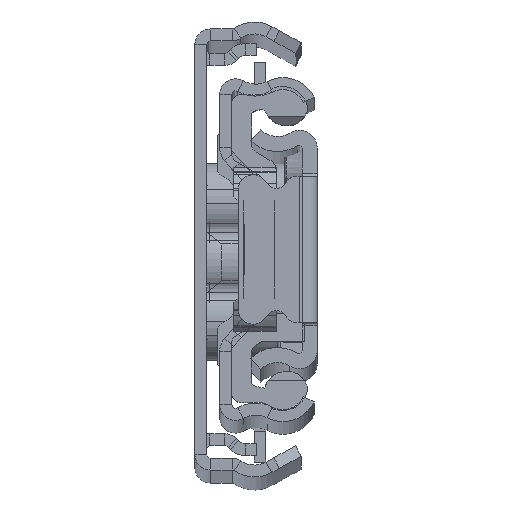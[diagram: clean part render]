
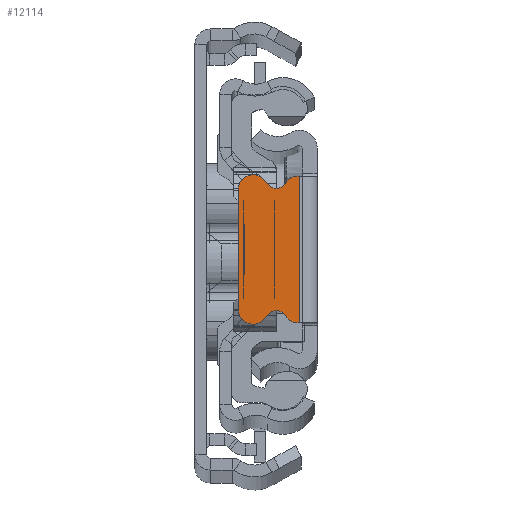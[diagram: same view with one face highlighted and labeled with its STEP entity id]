
A CAD part, top view. The second image highlights one B-rep face of the part: STEP entity #12114.
In plain terms, the highlighted planar face has unit normal (0, 0, 1).
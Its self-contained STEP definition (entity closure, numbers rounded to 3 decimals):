
#4 = VECTOR ( 'NONE', #9102, 1000. ) ;
#181 = CARTESIAN_POINT ( 'NONE',  ( -1.929, 7.37, 0. ) ) ;
#395 = ORIENTED_EDGE ( 'NONE', *, *, #11469, .F. ) ;
#670 = AXIS2_PLACEMENT_3D ( 'NONE', #18043, #5951, #16057 ) ;
#720 = CIRCLE ( 'NONE', #1988, 1.5 ) ;
#797 = ORIENTED_EDGE ( 'NONE', *, *, #6228, .T. ) ;
#1390 = DIRECTION ( 'NONE',  ( -1., 0., 0. ) ) ;
#1600 = EDGE_CURVE ( 'NONE', #7226, #22308, #14648, .T. ) ;
#1864 = CARTESIAN_POINT ( 'NONE',  ( -1.929, -7.37, 0. ) ) ;
#1988 = AXIS2_PLACEMENT_3D ( 'NONE', #6312, #2064, #10678 ) ;
#2023 = AXIS2_PLACEMENT_3D ( 'NONE', #24251, #6040, #14143 ) ;
#2064 = DIRECTION ( 'NONE',  ( 0., 0., 1. ) ) ;
#2467 = ORIENTED_EDGE ( 'NONE', *, *, #19187, .F. ) ;
#2559 = LINE ( 'NONE', #16640, #10899 ) ;
#4106 = CARTESIAN_POINT ( 'NONE',  ( -1.929, -5.87, 0. ) ) ;
#4174 = AXIS2_PLACEMENT_3D ( 'NONE', #22099, #13706, #21975 ) ;
#4320 = LINE ( 'NONE', #16816, #17641 ) ;
#4739 = CARTESIAN_POINT ( 'NONE',  ( -4.142, 7.236, 0. ) ) ;
#5213 = VERTEX_POINT ( 'NONE', #25792 ) ;
#5290 = CARTESIAN_POINT ( 'NONE',  ( -1.75, 7.37, 0. ) ) ;
#5773 = EDGE_CURVE ( 'NONE', #6349, #5213, #720, .T. ) ;
#5887 = PLANE ( 'NONE',  #4174 ) ;
#5951 = DIRECTION ( 'NONE',  ( 0., 0., 1. ) ) ;
#6040 = DIRECTION ( 'NONE',  ( 0., 0., 1. ) ) ;
#6203 = DIRECTION ( 'NONE',  ( 0., -1., 0. ) ) ;
#6228 = EDGE_CURVE ( 'NONE', #18859, #6349, #2559, .T. ) ;
#6312 = CARTESIAN_POINT ( 'NONE',  ( -6.429, -6., 0. ) ) ;
#6349 = VERTEX_POINT ( 'NONE', #14905 ) ;
#6524 = DIRECTION ( 'NONE',  ( 0., -1., 0. ) ) ;
#6709 = DIRECTION ( 'NONE',  ( -1., 0., 0. ) ) ;
#7226 = VERTEX_POINT ( 'NONE', #181 ) ;
#7464 = CIRCLE ( 'NONE', #23158, 1.1 ) ;
#9102 = DIRECTION ( 'NONE',  ( 1., 0., 0. ) ) ;
#9507 = ORIENTED_EDGE ( 'NONE', *, *, #1600, .T. ) ;
#9762 = CARTESIAN_POINT ( 'NONE',  ( -4.142, -7.236, 0. ) ) ;
#10071 = VERTEX_POINT ( 'NONE', #5290 ) ;
#10537 = EDGE_CURVE ( 'NONE', #7226, #10071, #19478, .T. ) ;
#10591 = VERTEX_POINT ( 'NONE', #13743 ) ;
#10678 = DIRECTION ( 'NONE',  ( 1., 0., 0. ) ) ;
#10899 = VECTOR ( 'NONE', #6524, 1000. ) ;
#11063 = ORIENTED_EDGE ( 'NONE', *, *, #10537, .F. ) ;
#11469 = EDGE_CURVE ( 'NONE', #10071, #15410, #12577, .T. ) ;
#12008 = EDGE_LOOP ( 'NONE', ( #395, #11063, #9507, #23389, #18289, #797, #17390, #21003, #22638, #2467 ) ) ;
#12114 = ADVANCED_FACE ( 'NONE', ( #13471 ), #5887, .T. ) ;
#12203 = DIRECTION ( 'NONE',  ( 1., 0., 0. ) ) ;
#12577 = LINE ( 'NONE', #14440, #18154 ) ;
#13471 = FACE_OUTER_BOUND ( 'NONE', #12008, .T. ) ;
#13706 = DIRECTION ( 'NONE',  ( 0., 0., 1. ) ) ;
#13743 = CARTESIAN_POINT ( 'NONE',  ( -5.109, 6.713, 0. ) ) ;
#14143 = DIRECTION ( 'NONE',  ( -1., 0., 0. ) ) ;
#14286 = CIRCLE ( 'NONE', #16418, 1.1 ) ;
#14440 = CARTESIAN_POINT ( 'NONE',  ( -1.75, 0., 0. ) ) ;
#14648 = CIRCLE ( 'NONE', #670, 1.5 ) ;
#14905 = CARTESIAN_POINT ( 'NONE',  ( -7.929, -6., 0. ) ) ;
#15088 = DIRECTION ( 'NONE',  ( 1., 0., 0. ) ) ;
#15402 = EDGE_CURVE ( 'NONE', #5213, #26164, #14286, .T. ) ;
#15410 = VERTEX_POINT ( 'NONE', #23725 ) ;
#16057 = DIRECTION ( 'NONE',  ( -1., 0., 0. ) ) ;
#16418 = AXIS2_PLACEMENT_3D ( 'NONE', #9762, #25963, #1390 ) ;
#16640 = CARTESIAN_POINT ( 'NONE',  ( -7.929, -6., 0. ) ) ;
#16816 = CARTESIAN_POINT ( 'NONE',  ( -1.929, -7.37, 0. ) ) ;
#17390 = ORIENTED_EDGE ( 'NONE', *, *, #5773, .T. ) ;
#17641 = VECTOR ( 'NONE', #6709, 1000. ) ;
#17919 = DIRECTION ( 'NONE',  ( 0., 0., 1. ) ) ;
#18043 = CARTESIAN_POINT ( 'NONE',  ( -1.929, 5.87, 0. ) ) ;
#18154 = VECTOR ( 'NONE', #6203, 1000. ) ;
#18289 = ORIENTED_EDGE ( 'NONE', *, *, #21210, .T. ) ;
#18472 = CIRCLE ( 'NONE', #24841, 1.5 ) ;
#18859 = VERTEX_POINT ( 'NONE', #19359 ) ;
#18962 = CARTESIAN_POINT ( 'NONE',  ( -1.929, 7.37, 0. ) ) ;
#19187 = EDGE_CURVE ( 'NONE', #15410, #23150, #4320, .T. ) ;
#19359 = CARTESIAN_POINT ( 'NONE',  ( -7.929, 6., 0. ) ) ;
#19478 = LINE ( 'NONE', #18962, #4 ) ;
#19790 = CARTESIAN_POINT ( 'NONE',  ( -3.206, 6.658, 0. ) ) ;
#21003 = ORIENTED_EDGE ( 'NONE', *, *, #15402, .T. ) ;
#21210 = EDGE_CURVE ( 'NONE', #10591, #18859, #21972, .T. ) ;
#21972 = CIRCLE ( 'NONE', #2023, 1.5 ) ;
#21975 = DIRECTION ( 'NONE',  ( 1., 0., 0. ) ) ;
#22099 = CARTESIAN_POINT ( 'NONE',  ( 744.071, 0., 0. ) ) ;
#22308 = VERTEX_POINT ( 'NONE', #19790 ) ;
#22638 = ORIENTED_EDGE ( 'NONE', *, *, #23684, .T. ) ;
#23052 = DIRECTION ( 'NONE',  ( 0., 0., -1. ) ) ;
#23150 = VERTEX_POINT ( 'NONE', #1864 ) ;
#23158 = AXIS2_PLACEMENT_3D ( 'NONE', #4739, #23052, #15088 ) ;
#23389 = ORIENTED_EDGE ( 'NONE', *, *, #24264, .T. ) ;
#23684 = EDGE_CURVE ( 'NONE', #26164, #23150, #18472, .T. ) ;
#23725 = CARTESIAN_POINT ( 'NONE',  ( -1.75, -7.37, 0. ) ) ;
#24251 = CARTESIAN_POINT ( 'NONE',  ( -6.429, 6., 0. ) ) ;
#24264 = EDGE_CURVE ( 'NONE', #22308, #10591, #7464, .T. ) ;
#24841 = AXIS2_PLACEMENT_3D ( 'NONE', #4106, #17919, #12203 ) ;
#25792 = CARTESIAN_POINT ( 'NONE',  ( -5.109, -6.713, 0. ) ) ;
#25868 = CARTESIAN_POINT ( 'NONE',  ( -3.206, -6.658, 0. ) ) ;
#25963 = DIRECTION ( 'NONE',  ( 0., 0., -1. ) ) ;
#26164 = VERTEX_POINT ( 'NONE', #25868 ) ;
